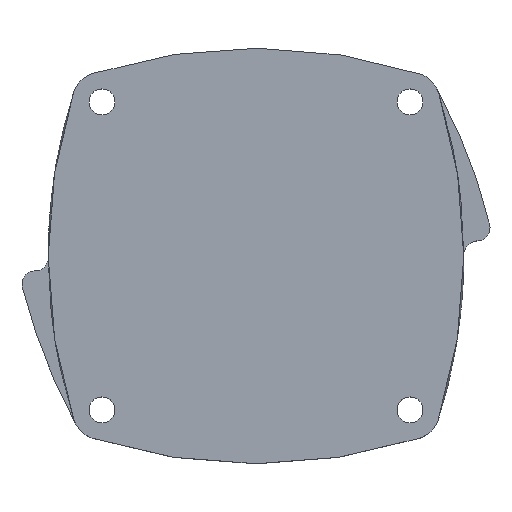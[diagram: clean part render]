
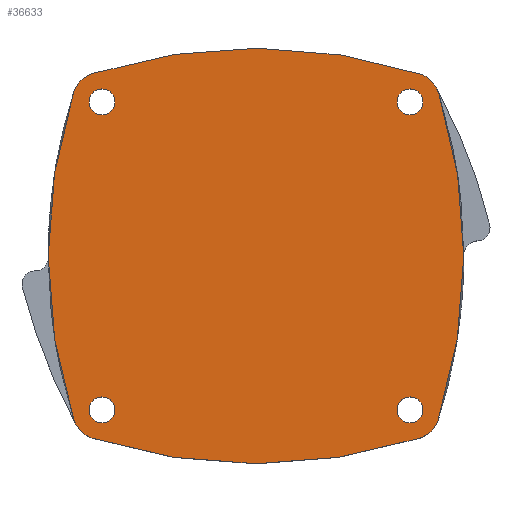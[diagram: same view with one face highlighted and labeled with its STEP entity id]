
A CAD part, top view. The second image highlights one B-rep face of the part: STEP entity #36633.
In plain terms, the highlighted planar face has unit normal (0, 0, 1).
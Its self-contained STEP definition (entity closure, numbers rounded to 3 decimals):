
#7682=PLANE('',#39379);
#8122=FACE_BOUND('',#10896,.T.);
#8123=FACE_BOUND('',#10897,.T.);
#8124=FACE_BOUND('',#10898,.T.);
#8125=FACE_BOUND('',#10899,.T.);
#8339=FACE_OUTER_BOUND('',#10895,.T.);
#10895=EDGE_LOOP('',(#25363,#25364,#25365,#25366,#25367,#25368,#25369,#25370));
#10896=EDGE_LOOP('',(#25371));
#10897=EDGE_LOOP('',(#25372));
#10898=EDGE_LOOP('',(#25373));
#10899=EDGE_LOOP('',(#25374));
#13523=CIRCLE('',#39344,270.);
#13557=CIRCLE('',#39380,270.);
#13558=CIRCLE('',#39381,15.);
#13559=CIRCLE('',#39382,270.);
#13560=CIRCLE('',#39383,15.);
#13561=CIRCLE('',#39384,270.);
#13562=CIRCLE('',#39385,15.);
#13563=CIRCLE('',#39386,15.);
#13564=CIRCLE('',#39387,6.5);
#13565=CIRCLE('',#39388,6.5);
#13566=CIRCLE('',#39389,6.5);
#13567=CIRCLE('',#39390,6.5);
#15906=VERTEX_POINT('',#54249);
#15907=VERTEX_POINT('',#54251);
#15949=VERTEX_POINT('',#54417);
#15950=VERTEX_POINT('',#54418);
#15951=VERTEX_POINT('',#54420);
#15952=VERTEX_POINT('',#54422);
#15953=VERTEX_POINT('',#54424);
#15954=VERTEX_POINT('',#54426);
#15955=VERTEX_POINT('',#54430);
#15956=VERTEX_POINT('',#54432);
#15957=VERTEX_POINT('',#54434);
#15958=VERTEX_POINT('',#54436);
#19355=EDGE_CURVE('',#15906,#15907,#13523,.T.);
#19398=EDGE_CURVE('',#15949,#15950,#13557,.T.);
#19399=EDGE_CURVE('',#15951,#15949,#13558,.T.);
#19400=EDGE_CURVE('',#15952,#15951,#13559,.T.);
#19401=EDGE_CURVE('',#15953,#15952,#13560,.T.);
#19402=EDGE_CURVE('',#15954,#15953,#13561,.T.);
#19403=EDGE_CURVE('',#15907,#15954,#13562,.T.);
#19404=EDGE_CURVE('',#15950,#15906,#13563,.T.);
#19405=EDGE_CURVE('',#15955,#15955,#13564,.T.);
#19406=EDGE_CURVE('',#15956,#15956,#13565,.T.);
#19407=EDGE_CURVE('',#15957,#15957,#13566,.T.);
#19408=EDGE_CURVE('',#15958,#15958,#13567,.T.);
#25363=ORIENTED_EDGE('',*,*,#19398,.F.);
#25364=ORIENTED_EDGE('',*,*,#19399,.F.);
#25365=ORIENTED_EDGE('',*,*,#19400,.F.);
#25366=ORIENTED_EDGE('',*,*,#19401,.F.);
#25367=ORIENTED_EDGE('',*,*,#19402,.F.);
#25368=ORIENTED_EDGE('',*,*,#19403,.F.);
#25369=ORIENTED_EDGE('',*,*,#19355,.F.);
#25370=ORIENTED_EDGE('',*,*,#19404,.F.);
#25371=ORIENTED_EDGE('',*,*,#19405,.T.);
#25372=ORIENTED_EDGE('',*,*,#19406,.T.);
#25373=ORIENTED_EDGE('',*,*,#19407,.T.);
#25374=ORIENTED_EDGE('',*,*,#19408,.T.);
#36633=ADVANCED_FACE('',(#8339,#8122,#8123,#8124,#8125),#7682,.F.);
#39344=AXIS2_PLACEMENT_3D('',#54252,#43784,#43785);
#39379=AXIS2_PLACEMENT_3D('',#54416,#43857,#43858);
#39380=AXIS2_PLACEMENT_3D('',#54419,#43859,#43860);
#39381=AXIS2_PLACEMENT_3D('',#54421,#43861,#43862);
#39382=AXIS2_PLACEMENT_3D('',#54423,#43863,#43864);
#39383=AXIS2_PLACEMENT_3D('',#54425,#43865,#43866);
#39384=AXIS2_PLACEMENT_3D('',#54427,#43867,#43868);
#39385=AXIS2_PLACEMENT_3D('',#54428,#43869,#43870);
#39386=AXIS2_PLACEMENT_3D('',#54429,#43871,#43872);
#39387=AXIS2_PLACEMENT_3D('',#54431,#43873,#43874);
#39388=AXIS2_PLACEMENT_3D('',#54433,#43875,#43876);
#39389=AXIS2_PLACEMENT_3D('',#54435,#43877,#43878);
#39390=AXIS2_PLACEMENT_3D('',#54437,#43879,#43880);
#43784=DIRECTION('center_axis',(0.,0.,-1.));
#43785=DIRECTION('ref_axis',(-0.953,0.303,0.));
#43857=DIRECTION('center_axis',(0.,0.,-1.));
#43858=DIRECTION('ref_axis',(-1.,0.,0.));
#43859=DIRECTION('center_axis',(0.,0.,-1.));
#43860=DIRECTION('ref_axis',(-0.303,-0.953,0.));
#43861=DIRECTION('center_axis',(0.,0.,-1.));
#43862=DIRECTION('ref_axis',(0.303,-0.953,0.));
#43863=DIRECTION('center_axis',(0.,0.,-1.));
#43864=DIRECTION('ref_axis',(0.953,-0.303,0.));
#43865=DIRECTION('center_axis',(0.,0.,-1.));
#43866=DIRECTION('ref_axis',(0.97,0.243,0.));
#43867=DIRECTION('center_axis',(0.,0.,-1.));
#43868=DIRECTION('ref_axis',(0.31,0.951,0.));
#43869=DIRECTION('center_axis',(0.,0.,-1.));
#43870=DIRECTION('ref_axis',(-0.304,0.953,0.));
#43871=DIRECTION('center_axis',(0.,0.,-1.));
#43872=DIRECTION('ref_axis',(-0.944,-0.331,0.));
#43873=DIRECTION('center_axis',(0.,0.,-1.));
#43874=DIRECTION('ref_axis',(-1.,0.,0.));
#43875=DIRECTION('center_axis',(0.,0.,-1.));
#43876=DIRECTION('ref_axis',(-1.,0.,0.));
#43877=DIRECTION('center_axis',(0.,0.,-1.));
#43878=DIRECTION('ref_axis',(-1.,0.,0.));
#43879=DIRECTION('center_axis',(0.,0.,-1.));
#43880=DIRECTION('ref_axis',(-1.,0.,0.));
#54249=CARTESIAN_POINT('',(-91.406,-82.21,27.));
#54251=CARTESIAN_POINT('',(-91.554,81.767,27.));
#54252=CARTESIAN_POINT('Origin',(165.771,0.01,27.));
#54416=CARTESIAN_POINT('Origin',(0.,0.,27.));
#54417=CARTESIAN_POINT('',(81.794,-91.545,27.));
#54418=CARTESIAN_POINT('',(-81.72,-91.569,27.));
#54419=CARTESIAN_POINT('Origin',(0.,165.767,
27.));
#54420=CARTESIAN_POINT('',(91.546,-81.791,27.));
#54421=CARTESIAN_POINT('Origin',(77.25,-77.25,27.));
#54422=CARTESIAN_POINT('',(91.8,80.897,27.));
#54423=CARTESIAN_POINT('Origin',(-165.782,-0.045,
27.));
#54424=CARTESIAN_POINT('',(83.431,90.917,27.));
#54425=CARTESIAN_POINT('Origin',(77.25,77.25,27.));
#54426=CARTESIAN_POINT('',(-81.815,91.539,27.));
#54427=CARTESIAN_POINT('Origin',(-0.158,-165.818,27.));
#54428=CARTESIAN_POINT('Origin',(-77.25,77.25,27.));
#54429=CARTESIAN_POINT('Origin',(-77.25,-77.25,27.));
#54430=CARTESIAN_POINT('',(83.75,77.25,27.));
#54431=CARTESIAN_POINT('Origin',(77.25,77.25,27.));
#54432=CARTESIAN_POINT('',(83.75,-77.25,27.));
#54433=CARTESIAN_POINT('Origin',(77.25,-77.25,27.));
#54434=CARTESIAN_POINT('',(-70.75,-77.25,27.));
#54435=CARTESIAN_POINT('Origin',(-77.25,-77.25,27.));
#54436=CARTESIAN_POINT('',(-70.75,77.25,27.));
#54437=CARTESIAN_POINT('Origin',(-77.25,77.25,27.));
